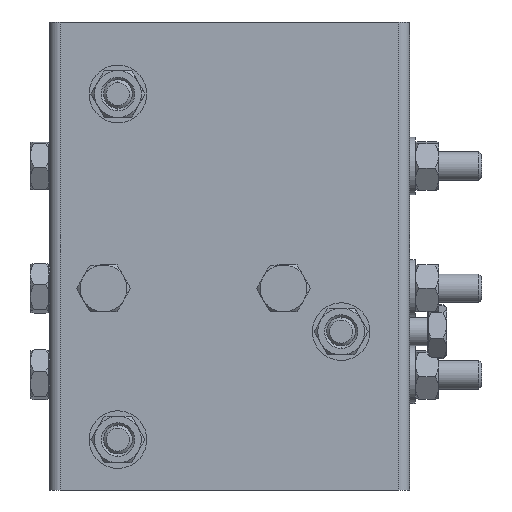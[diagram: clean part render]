
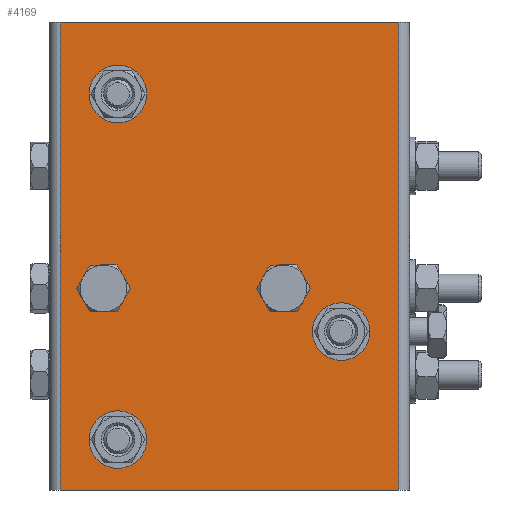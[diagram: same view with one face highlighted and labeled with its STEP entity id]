
A CAD part, left-side view. The second image highlights one B-rep face of the part: STEP entity #4169.
In plain terms, the highlighted planar face has unit normal (-1, 0, 0).
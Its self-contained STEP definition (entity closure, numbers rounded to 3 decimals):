
#4 = CARTESIAN_POINT ( 'NONE',  ( -50., 31., 14. ) ) ;
#399 = DIRECTION ( 'NONE',  ( 0., 0., -1. ) ) ;
#576 = DIRECTION ( 'NONE',  ( 0., 0., 1. ) ) ;
#1025 = AXIS2_PLACEMENT_3D ( 'NONE', #4545, #33253, #22814 ) ;
#1354 = DIRECTION ( 'NONE',  ( 1., 0., 0. ) ) ;
#2423 = VERTEX_POINT ( 'NONE', #5141 ) ;
#2819 = CARTESIAN_POINT ( 'NONE',  ( -50., 31., 110. ) ) ;
#3053 = CARTESIAN_POINT ( 'NONE',  ( -50., -15., 52.6 ) ) ;
#3172 = CIRCLE ( 'NONE', #5193, 3.4 ) ;
#3417 = EDGE_CURVE ( 'NONE', #9516, #18285, #20734, .T. ) ;
#3443 = CARTESIAN_POINT ( 'NONE',  ( -50., -31., 49. ) ) ;
#3488 = FACE_BOUND ( 'NONE', #12837, .T. ) ;
#3647 = ORIENTED_EDGE ( 'NONE', *, *, #19013, .T. ) ;
#3858 = VERTEX_POINT ( 'NONE', #18910 ) ;
#4169 = ADVANCED_FACE ( 'NONE', ( #13307, #31221, #10437, #3488, #5565, #12509 ), #20845, .F. ) ;
#4545 = CARTESIAN_POINT ( 'NONE',  ( -50., -15., 56. ) ) ;
#4577 = VECTOR ( 'NONE', #6974, 1000. ) ;
#4631 = CARTESIAN_POINT ( 'NONE',  ( -50., 35., 59.4 ) ) ;
#4851 = DIRECTION ( 'NONE',  ( -1., 0., 0. ) ) ;
#5141 = CARTESIAN_POINT ( 'NONE',  ( -50., 31., 10. ) ) ;
#5193 = AXIS2_PLACEMENT_3D ( 'NONE', #32220, #33375, #576 ) ;
#5268 = CARTESIAN_POINT ( 'NONE',  ( -50., -31., 39. ) ) ;
#5360 = CIRCLE ( 'NONE', #19390, 4. ) ;
#5564 = VERTEX_POINT ( 'NONE', #16937 ) ;
#5565 = FACE_BOUND ( 'NONE', #33332, .T. ) ;
#5574 = DIRECTION ( 'NONE',  ( -1., 0., 0. ) ) ;
#5994 = DIRECTION ( 'NONE',  ( 1., 0., 0. ) ) ;
#6261 = CARTESIAN_POINT ( 'NONE',  ( -50., 31., 114. ) ) ;
#6510 = AXIS2_PLACEMENT_3D ( 'NONE', #20808, #7682, #25902 ) ;
#6974 = DIRECTION ( 'NONE',  ( 0., -1., 0. ) ) ;
#7475 = CARTESIAN_POINT ( 'NONE',  ( -50., -31., 44. ) ) ;
#7524 = CARTESIAN_POINT ( 'NONE',  ( -50., 31., 106. ) ) ;
#7617 = DIRECTION ( 'NONE',  ( 0., 1., 0. ) ) ;
#7640 = EDGE_CURVE ( 'NONE', #11564, #26643, #23376, .T. ) ;
#7682 = DIRECTION ( 'NONE',  ( 1., 0., 0. ) ) ;
#8196 = ORIENTED_EDGE ( 'NONE', *, *, #31030, .T. ) ;
#9412 = EDGE_LOOP ( 'NONE', ( #15796, #32989 ) ) ;
#9516 = VERTEX_POINT ( 'NONE', #33530 ) ;
#9800 = DIRECTION ( 'NONE',  ( 0., 0., -1. ) ) ;
#9894 = ORIENTED_EDGE ( 'NONE', *, *, #29195, .T. ) ;
#10396 = DIRECTION ( 'NONE',  ( 1., 0., 0. ) ) ;
#10437 = FACE_BOUND ( 'NONE', #12458, .T. ) ;
#10620 = VERTEX_POINT ( 'NONE', #3443 ) ;
#10846 = ORIENTED_EDGE ( 'NONE', *, *, #7640, .F. ) ;
#11359 = VERTEX_POINT ( 'NONE', #7524 ) ;
#11564 = VERTEX_POINT ( 'NONE', #26746 ) ;
#11609 = EDGE_CURVE ( 'NONE', #32944, #5564, #3172, .T. ) ;
#12051 = CIRCLE ( 'NONE', #6510, 4. ) ;
#12458 = EDGE_LOOP ( 'NONE', ( #9894, #3647 ) ) ;
#12509 = FACE_OUTER_BOUND ( 'NONE', #17743, .T. ) ;
#12519 = CARTESIAN_POINT ( 'NONE',  ( -50., 50., 130. ) ) ;
#12837 = EDGE_LOOP ( 'NONE', ( #26565, #17171 ) ) ;
#12991 = AXIS2_PLACEMENT_3D ( 'NONE', #4, #10396, #15857 ) ;
#13218 = DIRECTION ( 'NONE',  ( 0., 0., -1. ) ) ;
#13307 = FACE_BOUND ( 'NONE', #9412, .T. ) ;
#14118 = ORIENTED_EDGE ( 'NONE', *, *, #31367, .T. ) ;
#14358 = DIRECTION ( 'NONE',  ( 0., 0., -1. ) ) ;
#14392 = DIRECTION ( 'NONE',  ( 0., -1., 0. ) ) ;
#15277 = EDGE_CURVE ( 'NONE', #15915, #3858, #31869, .T. ) ;
#15325 = DIRECTION ( 'NONE',  ( 0., 0., -1. ) ) ;
#15697 = CARTESIAN_POINT ( 'NONE',  ( -50., 47., 0. ) ) ;
#15796 = ORIENTED_EDGE ( 'NONE', *, *, #3417, .F. ) ;
#15857 = DIRECTION ( 'NONE',  ( 0., 0., -1. ) ) ;
#15915 = VERTEX_POINT ( 'NONE', #15697 ) ;
#16151 = DIRECTION ( 'NONE',  ( 0., 0., 1. ) ) ;
#16658 = CIRCLE ( 'NONE', #18737, 3.4 ) ;
#16789 = CIRCLE ( 'NONE', #30046, 4. ) ;
#16852 = ORIENTED_EDGE ( 'NONE', *, *, #25540, .T. ) ;
#16937 = CARTESIAN_POINT ( 'NONE',  ( -50., 35., 52.6 ) ) ;
#17171 = ORIENTED_EDGE ( 'NONE', *, *, #29832, .T. ) ;
#17743 = EDGE_LOOP ( 'NONE', ( #32316, #14118, #10846, #23404 ) ) ;
#17843 = VECTOR ( 'NONE', #9800, 1000. ) ;
#17947 = DIRECTION ( 'NONE',  ( 0., 0., 1. ) ) ;
#18285 = VERTEX_POINT ( 'NONE', #3053 ) ;
#18346 = DIRECTION ( 'NONE',  ( 1., 0., 0. ) ) ;
#18524 = CIRCLE ( 'NONE', #32995, 5. ) ;
#18737 = AXIS2_PLACEMENT_3D ( 'NONE', #28001, #4851, #17947 ) ;
#18849 = VECTOR ( 'NONE', #14392, 1000. ) ;
#18910 = CARTESIAN_POINT ( 'NONE',  ( -50., -47., 0. ) ) ;
#19013 = EDGE_CURVE ( 'NONE', #10620, #29932, #18524, .T. ) ;
#19032 = CIRCLE ( 'NONE', #1025, 3.4 ) ;
#19390 = AXIS2_PLACEMENT_3D ( 'NONE', #31628, #5994, #399 ) ;
#20734 = CIRCLE ( 'NONE', #30033, 3.4 ) ;
#20808 = CARTESIAN_POINT ( 'NONE',  ( -50., 31., 110. ) ) ;
#20845 = PLANE ( 'NONE',  #28565 ) ;
#21146 = VERTEX_POINT ( 'NONE', #6261 ) ;
#21416 = EDGE_LOOP ( 'NONE', ( #24130, #22998 ) ) ;
#22814 = DIRECTION ( 'NONE',  ( 0., 0., 1. ) ) ;
#22998 = ORIENTED_EDGE ( 'NONE', *, *, #23665, .F. ) ;
#23038 = DIRECTION ( 'NONE',  ( 1., 0., 0. ) ) ;
#23351 = VECTOR ( 'NONE', #30286, 1000. ) ;
#23376 = LINE ( 'NONE', #33275, #4577 ) ;
#23404 = ORIENTED_EDGE ( 'NONE', *, *, #26759, .T. ) ;
#23665 = EDGE_CURVE ( 'NONE', #5564, #32944, #16658, .T. ) ;
#24130 = ORIENTED_EDGE ( 'NONE', *, *, #11609, .F. ) ;
#24245 = CIRCLE ( 'NONE', #31292, 5. ) ;
#25054 = EDGE_CURVE ( 'NONE', #18285, #9516, #19032, .T. ) ;
#25410 = CARTESIAN_POINT ( 'NONE',  ( -50., 47., 130. ) ) ;
#25540 = EDGE_CURVE ( 'NONE', #21146, #11359, #12051, .T. ) ;
#25902 = DIRECTION ( 'NONE',  ( 0., 0., -1. ) ) ;
#26565 = ORIENTED_EDGE ( 'NONE', *, *, #31567, .T. ) ;
#26606 = CIRCLE ( 'NONE', #12991, 4. ) ;
#26643 = VERTEX_POINT ( 'NONE', #26998 ) ;
#26746 = CARTESIAN_POINT ( 'NONE',  ( -50., 47., 130. ) ) ;
#26759 = EDGE_CURVE ( 'NONE', #11564, #15915, #32432, .T. ) ;
#26998 = CARTESIAN_POINT ( 'NONE',  ( -50., -47., 130. ) ) ;
#27441 = CARTESIAN_POINT ( 'NONE',  ( -50., 31., 18. ) ) ;
#28001 = CARTESIAN_POINT ( 'NONE',  ( -50., 35., 56. ) ) ;
#28565 = AXIS2_PLACEMENT_3D ( 'NONE', #12519, #23038, #7617 ) ;
#29052 = CARTESIAN_POINT ( 'NONE',  ( -50., -15., 56. ) ) ;
#29195 = EDGE_CURVE ( 'NONE', #29932, #10620, #24245, .T. ) ;
#29832 = EDGE_CURVE ( 'NONE', #33511, #2423, #26606, .T. ) ;
#29848 = LINE ( 'NONE', #32676, #23351 ) ;
#29932 = VERTEX_POINT ( 'NONE', #5268 ) ;
#29959 = CARTESIAN_POINT ( 'NONE',  ( -50., -31., 44. ) ) ;
#30033 = AXIS2_PLACEMENT_3D ( 'NONE', #29052, #5574, #16151 ) ;
#30046 = AXIS2_PLACEMENT_3D ( 'NONE', #2819, #18346, #13218 ) ;
#30286 = DIRECTION ( 'NONE',  ( 0., 0., 1. ) ) ;
#30916 = DIRECTION ( 'NONE',  ( 1., 0., 0. ) ) ;
#31030 = EDGE_CURVE ( 'NONE', #11359, #21146, #16789, .T. ) ;
#31221 = FACE_BOUND ( 'NONE', #21416, .T. ) ;
#31292 = AXIS2_PLACEMENT_3D ( 'NONE', #29959, #1354, #14358 ) ;
#31367 = EDGE_CURVE ( 'NONE', #3858, #26643, #29848, .T. ) ;
#31567 = EDGE_CURVE ( 'NONE', #2423, #33511, #5360, .T. ) ;
#31628 = CARTESIAN_POINT ( 'NONE',  ( -50., 31., 14. ) ) ;
#31869 = LINE ( 'NONE', #32477, #18849 ) ;
#32220 = CARTESIAN_POINT ( 'NONE',  ( -50., 35., 56. ) ) ;
#32316 = ORIENTED_EDGE ( 'NONE', *, *, #15277, .T. ) ;
#32432 = LINE ( 'NONE', #25410, #17843 ) ;
#32477 = CARTESIAN_POINT ( 'NONE',  ( -50., 50., 0. ) ) ;
#32676 = CARTESIAN_POINT ( 'NONE',  ( -50., -47., 130. ) ) ;
#32944 = VERTEX_POINT ( 'NONE', #4631 ) ;
#32989 = ORIENTED_EDGE ( 'NONE', *, *, #25054, .F. ) ;
#32995 = AXIS2_PLACEMENT_3D ( 'NONE', #7475, #30916, #15325 ) ;
#33253 = DIRECTION ( 'NONE',  ( -1., 0., 0. ) ) ;
#33275 = CARTESIAN_POINT ( 'NONE',  ( -50., 50., 130. ) ) ;
#33332 = EDGE_LOOP ( 'NONE', ( #8196, #16852 ) ) ;
#33375 = DIRECTION ( 'NONE',  ( -1., 0., 0. ) ) ;
#33511 = VERTEX_POINT ( 'NONE', #27441 ) ;
#33530 = CARTESIAN_POINT ( 'NONE',  ( -50., -15., 59.4 ) ) ;
